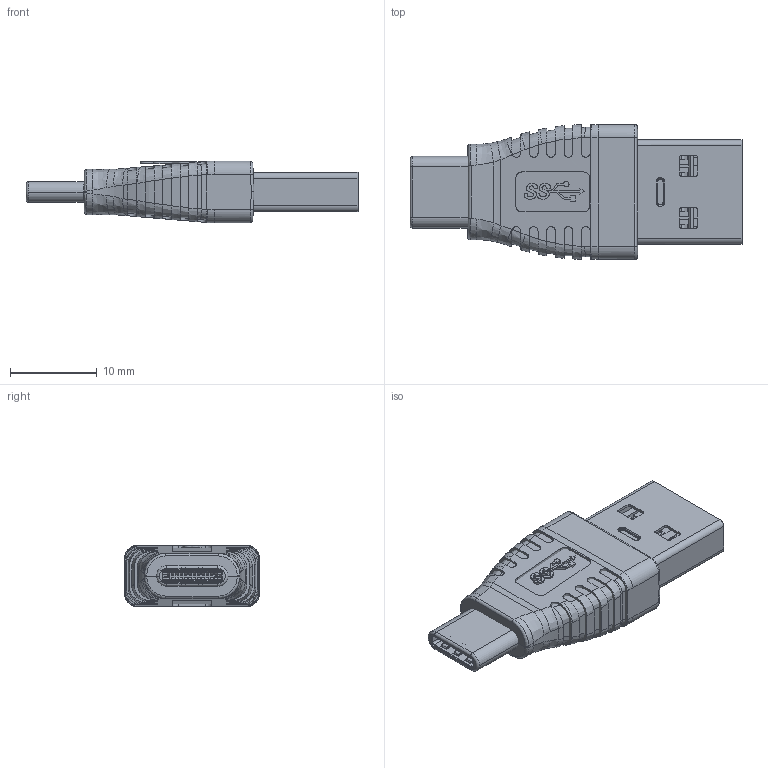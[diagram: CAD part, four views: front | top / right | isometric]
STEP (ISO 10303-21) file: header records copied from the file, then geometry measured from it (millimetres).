
FILE_DESCRIPTION (( 'STEP AP214' ), '1' );
FILE_NAME ('LU3AMCM_3D.step', '2024-10-10T21:23:19', ( '' ), ( '' ), 'SwSTEP 2.0', 'SolidWorks 2022', '' );
FILE_SCHEMA (( 'AUTOMOTIVE_DESIGN' ));
Length unit declared in the file: inch
Products named in the file (57): ____8_AF0_1_1_1^DUANZI-7P____10_3_ASM_2_ASM_1_A_ASM_ASM0014_ASM_2_ASM_2_ASM_1_ASM_TYPE_CM_9_8MM_ASM_3_ASM_1_ASM_TYPE_ASM_164-193-U3AMCM-USB 3.0 AM TO CF(2)_LU3AMCM; MANIFOLD_SOLID_BREP_15505_1^TER-5_8_5_ASM_1_ASM_D5_ASM_12_ASM_1_ASM_1_ASM_USB30-CP_ASM_6_ASM_7_ASM_1_ASM_USB30-CP_ASM_ASM_1_ASM_1_ASM_USB30-CP_ASM_1_ASM_USB30-CP_ASM_ASM_164-193-U3AMCM-USB 3.~; MANIFOLD_SOLID_BREP_25398_1^ASM0003_ASM_USB30-CP_ASM_6_ASM_7_ASM_1_ASM_USB30-CP_ASM_ASM_1_ASM_1_ASM_USB30-CP_ASM_1_ASM_USB30-CP_ASM_ASM_164-193-U3AMCM-USB 3.0 AM TO CF(2)_LU3AMCM; ____2_AF0_1_1_1^DUANZI-7P____10_3_ASM_2_ASM_1_A_ASM_ASM0014_ASM_2_ASM_2_ASM_1_ASM_TYPE_CM_9_8MM_ASM_3_ASM_1_ASM_TYPE_ASM_164-193-U3AMCM-USB 3.0 AM TO CF(2)_LU3AMCM; ____9_AF0_1_1_1^DUANZI-7P____10_3_ASM_2_ASM_1_A_ASM_ASM0014_ASM_2_ASM_2_ASM_1_ASM_TYPE_CM_9_8MM_ASM_3_ASM_1_ASM_TYPE_ASM_164-193-U3AMCM-USB 3.0 AM TO CF(2)_LU3AMCM; 18-208-2_3^ASM0014_ASM_3_ASM_164-193-U3AMCM-USB 3.0 AM TO CF(2)_LU3AMCM; MANIFOLD_SOLID_BREP_30471_1^D5_2_ASM_1_ASM_USB30-CP_ASM_6_ASM_7_ASM_1_ASM_USB30-CP_ASM_ASM_1_ASM_1_ASM_USB30-CP_ASM_1_ASM_USB30-CP_ASM_ASM_164-193-U3AMCM-USB 3.0 AM TO CF(2)_LU3AMCM; ____4_AF0_1_1_1^DUANZI-7P____10_3_ASM_2_ASM_1_A_ASM_ASM0014_ASM_2_ASM_2_ASM_1_ASM_TYPE_CM_9_8MM_ASM_3_ASM_1_ASM_TYPE_ASM_164-193-U3AMCM-USB 3.0 AM TO CF(2)_LU3AMCM; USB30-CP_ASM_ASM_1_ASM_1_ASM^USB30-CP_ASM_1_ASM_USB30-CP_ASM_ASM_164-193-U3AMCM-USB 3.0 AM TO CF(2)_LU3AMCM; ASM0014_ASM_3_ASM^164-193-U3AMCM-USB 3.0 AM TO CF(2)_LU3AMCM; MANIFOLD_SOLID_BREP_32405_1^D5_2_ASM_1_ASM_USB30-CP_ASM_6_ASM_7_ASM_1_ASM_USB30-CP_ASM_ASM_1_ASM_1_ASM_USB30-CP_ASM_1_ASM_USB30-CP_ASM_ASM_164-193-U3AMCM-USB 3.0 AM TO CF(2)_LU3AMCM; CHANG4_34_3_1^ASM0001_ASM(2)_USB30-CP_ASM_6_ASM_7_ASM_1_ASM_USB30-CP_ASM_ASM_1_ASM_1_ASM_USB30-CP_ASM_1_ASM_USB30-CP_ASM_ASM_164-193-U3AMCM-USB 3.0 AM TO CF(2)_LU3AMCM; ____5_AF0_1_1_1^DUANZI-7P____10_3_ASM_2_ASM_1_A_ASM_ASM0014_ASM_2_ASM_2_ASM_1_ASM_TYPE_CM_9_8MM_ASM_3_ASM_1_ASM_TYPE_ASM_164-193-U3AMCM-USB 3.0 AM TO CF(2)_LU3AMCM; USB30-CP_ASM_6_ASM_7_ASM_1_ASM^USB30-CP_ASM_ASM_1_ASM_1_ASM_USB30-CP_ASM_1_ASM_USB30-CP_ASM_ASM_164-193-U3AMCM-USB 3.0 AM TO CF(2)_LU3AMCM; MANIFOLD_SOLID_BREP_26365_1^ASM0003_ASM_USB30-CP_ASM_6_ASM_7_ASM_1_ASM_USB30-CP_ASM_ASM_1_ASM_1_ASM_USB30-CP_ASM_1_ASM_USB30-CP_ASM_ASM_164-193-U3AMCM-USB 3.0 AM TO CF(2)_LU3AMCM; PRT0001^USB30-CP_ASM_6_ASM_7_ASM_1_ASM_USB30-CP_ASM_ASM_1_ASM_1_ASM_USB30-CP_ASM_1_ASM_USB30-CP_ASM_ASM_164-193-U3AMCM-USB 3.0 AM TO CF(2)_LU3AMCM; ____3_AF0_1_1_1^DUANZI-7P____10_3_ASM_2_ASM_1_A_ASM_ASM0014_ASM_2_ASM_2_ASM_1_ASM_TYPE_CM_9_8MM_ASM_3_ASM_1_ASM_TYPE_ASM_164-193-U3AMCM-USB 3.0 AM TO CF(2)_LU3AMCM; MANIFOLD_SOLID_BREP_13751_1^TER-5_8_5_ASM_1_ASM_D5_ASM_12_ASM_1_ASM_1_ASM_USB30-CP_ASM_6_ASM_7_ASM_1_ASM_USB30-CP_ASM_ASM_1_ASM_1_ASM_USB30-CP_ASM_1_ASM_USB30-CP_ASM_ASM_164-193-U3AMCM-USB 3.~; ____1_AF0_1_1_1^DUANZI-7P____10_3_ASM_2_ASM_1_A_ASM_ASM0014_ASM_2_ASM_2_ASM_1_ASM_TYPE_CM_9_8MM_ASM_3_ASM_1_ASM_TYPE_ASM_164-193-U3AMCM-USB 3.0 AM TO CF(2)_LU3AMCM; PRODUCT_28969_1_1_1^ASM0014_ASM_2_ASM_2_ASM_1_ASM_TYPE_CM_9_8MM_ASM_3_ASM_1_ASM_TYPE_ASM_164-193-U3AMCM-USB 3.0 AM TO CF(2)_LU3AMCM; MANIFOLD_SOLID_BREP_14627_1^TER-5_8_5_ASM_1_ASM_D5_ASM_12_ASM_1_ASM_1_ASM_USB30-CP_ASM_6_ASM_7_ASM_1_ASM_USB30-CP_ASM_ASM_1_ASM_1_ASM_USB30-CP_ASM_1_ASM_USB30-CP_ASM_ASM_164-193-U3AMCM-USB 3.~; MANIFOLD_SOLID_BREP_6719_1^ASM0002_ASM_ASM0001_ASM(2)_USB30-CP_ASM_6_ASM_7_ASM_1_ASM_USB30-CP_ASM_ASM_1_ASM_1_ASM_USB30-CP_ASM_1_ASM_USB30-CP_ASM_ASM_164-193-U3AMCM-USB 3.0 AM TO CF(2)_LU3AMCM; PRODUCT_23343_1_1_1^ASM0014_ASM_2_ASM_2_ASM_1_ASM_TYPE_CM_9_8MM_ASM_3_ASM_1_ASM_TYPE_ASM_164-193-U3AMCM-USB 3.0 AM TO CF(2)_LU3AMCM; MANIFOLD_SOLID_BREP_27468_1^ASM0003_ASM_USB30-CP_ASM_6_ASM_7_ASM_1_ASM_USB30-CP_ASM_ASM_1_ASM_1_ASM_USB30-CP_ASM_1_ASM_USB30-CP_ASM_ASM_164-193-U3AMCM-USB 3.0 AM TO CF(2)_LU3AMCM; MANIFOLD_SOLID_BREP_28537_1^D5_2_ASM_1_ASM_USB30-CP_ASM_6_ASM_7_ASM_1_ASM_USB30-CP_ASM_ASM_1_ASM_1_ASM_USB30-CP_ASM_1_ASM_USB30-CP_ASM_ASM_164-193-U3AMCM-USB 3.0 AM TO CF(2)_LU3AMCM; USB30-CP_ASM_ASM^164-193-U3AMCM-USB 3.0 AM TO CF(2)_LU3AMCM; ____10_AF0_1_1_1^DUANZI-7P____10_3_ASM_2_ASM_1_A_ASM_ASM0014_ASM_2_ASM_2_ASM_1_ASM_TYPE_CM_9_8MM_ASM_3_ASM_1_ASM_TYPE_ASM_164-193-U3AMCM-USB 3.0 AM TO CF(2)_LU3AMCM; ASM0001_ASM(2)^USB30-CP_ASM_6_ASM_7_ASM_1_ASM_USB30-CP_ASM_ASM_1_ASM_1_ASM_USB30-CP_ASM_1_ASM_USB30-CP_ASM_ASM_164-193-U3AMCM-USB 3.0 AM TO CF(2)_LU3AMCM; ASM0003_ASM^USB30-CP_ASM_6_ASM_7_ASM_1_ASM_USB30-CP_ASM_ASM_1_ASM_1_ASM_USB30-CP_ASM_1_ASM_USB30-CP_ASM_ASM_164-193-U3AMCM-USB 3.0 AM TO CF(2)_LU3AMCM; TYPE_C_10_30_2_4_1^ASM0014_ASM_2_ASM_2_ASM_1_ASM_TYPE_CM_9_8MM_ASM_3_ASM_1_ASM_TYPE_ASM_164-193-U3AMCM-USB 3.0 AM TO CF(2)_LU3AMCM; LU3AMCM_3D; ____10_30_____2_8_1^ASM0014_ASM_2_ASM_2_ASM_1_ASM_TYPE_CM_9_8MM_ASM_3_ASM_1_ASM_TYPE_ASM_164-193-U3AMCM-USB 3.0 AM TO CF(2)_LU3AMCM; MANIFOLD_SOLID_BREP_24295_1^ASM0003_ASM_USB30-CP_ASM_6_ASM_7_ASM_1_ASM_USB30-CP_ASM_ASM_1_ASM_1_ASM_USB30-CP_ASM_1_ASM_USB30-CP_ASM_ASM_164-193-U3AMCM-USB 3.0 AM TO CF(2)_LU3AMCM; DUANZI-7P____10_3_ASM_2_ASM_1_A_ASM^ASM0014_ASM_2_ASM_2_ASM_1_ASM_TYPE_CM_9_8MM_ASM_3_ASM_1_ASM_TYPE_ASM_164-193-U3AMCM-USB 3.0 AM TO CF(2)_LU3AMCM; MANIFOLD_SOLID_BREP_8396_1^ASM0002_ASM_ASM0001_ASM(2)_USB30-CP_ASM_6_ASM_7_ASM_1_ASM_USB30-CP_ASM_ASM_1_ASM_1_ASM_USB30-CP_ASM_1_ASM_USB30-CP_ASM_ASM_164-193-U3AMCM-USB 3.0 AM TO CF(2)_LU3AMCM; 164-193-U3AMCM-USB 3.0 AM TO CF(2)^LU3AMCM; ____7_AF0_1_1_1^DUANZI-7P____10_3_ASM_2_ASM_1_A_ASM_ASM0014_ASM_2_ASM_2_ASM_1_ASM_TYPE_CM_9_8MM_ASM_3_ASM_1_ASM_TYPE_ASM_164-193-U3AMCM-USB 3.0 AM TO CF(2)_LU3AMCM; MANIFOLD_SOLID_BREP_12001_1^TER-5_8_5_ASM_1_ASM_D5_ASM_12_ASM_1_ASM_1_ASM_USB30-CP_ASM_6_ASM_7_ASM_1_ASM_USB30-CP_ASM_ASM_1_ASM_1_ASM_USB30-CP_ASM_1_ASM_USB30-CP_ASM_ASM_164-193-U3AMCM-USB 3.~; ASM0014_ASM_2_ASM_2_ASM_1_ASM^TYPE_CM_9_8MM_ASM_3_ASM_1_ASM_TYPE_ASM_164-193-U3AMCM-USB 3.0 AM TO CF(2)_LU3AMCM; TYPE_ASM^164-193-U3AMCM-USB 3.0 AM TO CF(2)_LU3AMCM ...
Assembly tree (59 placements, depth 9):
  LU3AMCM_3D
    164-193-U3AMCM-USB 3.0 AM TO CF(2)^LU3AMCM
      ASM0014_ASM_3_ASM^164-193-U3AMCM-USB 3.0 AM TO CF(2)_LU3AMCM
        _2_3^ASM0014_ASM_3_ASM_164-193-U3AMCM-USB 3.0 AM TO CF(2)_LU3AMCM
        18-208-2_3^ASM0014_ASM_3_ASM_164-193-U3AMCM-USB 3.0 AM TO CF(2)_LU3AMCM
      TYPE_ASM^164-193-U3AMCM-USB 3.0 AM TO CF(2)_LU3AMCM
        TYPE_CM_9_8MM_ASM_3_ASM_1_ASM^TYPE_ASM_164-193-U3AMCM-USB 3.0 AM TO CF(2)_LU3AMCM
          ASM0014_ASM_2_ASM_2_ASM_1_ASM^TYPE_CM_9_8MM_ASM_3_ASM_1_ASM_TYPE_ASM_164-193-U3AMCM-USB 3.0 AM TO CF(2)_LU3AMCM
            DUANZI-7P____10_3_ASM_2_ASM_1_A_ASM^ASM0014_ASM_2_ASM_2_ASM_1_ASM_TYPE_CM_9_8MM_ASM_3_ASM_1_ASM_TYPE_ASM_164-193-U3AMCM-USB 3.0 AM TO CF(2)_LU3AMCM  x2
              ____12_AF0_1_1_1^DUANZI-7P____10_3_ASM_2_ASM_1_A_ASM_ASM0014_ASM_2_ASM_2_ASM_1_ASM_TYPE_CM_9_8MM_ASM_3_ASM_1_ASM_TYPE_ASM_164-193-U3AMCM-USB 3.0 AM TO CF(2)_LU3AMCM
              ____6_AF0_1_1_1^DUANZI-7P____10_3_ASM_2_ASM_1_A_ASM_ASM0014_ASM_2_ASM_2_ASM_1_ASM_TYPE_CM_9_8MM_ASM_3_ASM_1_ASM_TYPE_ASM_164-193-U3AMCM-USB 3.0 AM TO CF(2)_LU3AMCM
              ____11_AF0_1_1_1^DUANZI-7P____10_3_ASM_2_ASM_1_A_ASM_ASM0014_ASM_2_ASM_2_ASM_1_ASM_TYPE_CM_9_8MM_ASM_3_ASM_1_ASM_TYPE_ASM_164-193-U3AMCM-USB 3.0 AM TO CF(2)_LU3AMCM
              ____3_AF0_1_1_1^DUANZI-7P____10_3_ASM_2_ASM_1_A_ASM_ASM0014_ASM_2_ASM_2_ASM_1_ASM_TYPE_CM_9_8MM_ASM_3_ASM_1_ASM_TYPE_ASM_164-193-U3AMCM-USB 3.0 AM TO CF(2)_LU3AMCM
              ____4_AF0_1_1_1^DUANZI-7P____10_3_ASM_2_ASM_1_A_ASM_ASM0014_ASM_2_ASM_2_ASM_1_ASM_TYPE_CM_9_8MM_ASM_3_ASM_1_ASM_TYPE_ASM_164-193-U3AMCM-USB 3.0 AM TO CF(2)_LU3AMCM
              ____9_AF0_1_1_1^DUANZI-7P____10_3_ASM_2_ASM_1_A_ASM_ASM0014_ASM_2_ASM_2_ASM_1_ASM_TYPE_CM_9_8MM_ASM_3_ASM_1_ASM_TYPE_ASM_164-193-U3AMCM-USB 3.0 AM TO CF(2)_LU3AMCM
              ____10_AF0_1_1_1^DUANZI-7P____10_3_ASM_2_ASM_1_A_ASM_ASM0014_ASM_2_ASM_2_ASM_1_ASM_TYPE_CM_9_8MM_ASM_3_ASM_1_ASM_TYPE_ASM_164-193-U3AMCM-USB 3.0 AM TO CF(2)_LU3AMCM
              ____7_AF0_1_1_1^DUANZI-7P____10_3_ASM_2_ASM_1_A_ASM_ASM0014_ASM_2_ASM_2_ASM_1_ASM_TYPE_CM_9_8MM_ASM_3_ASM_1_ASM_TYPE_ASM_164-193-U3AMCM-USB 3.0 AM TO CF(2)_LU3AMCM
              ____1_AF0_1_1_1^DUANZI-7P____10_3_ASM_2_ASM_1_A_ASM_ASM0014_ASM_2_ASM_2_ASM_1_ASM_TYPE_CM_9_8MM_ASM_3_ASM_1_ASM_TYPE_ASM_164-193-U3AMCM-USB 3.0 AM TO CF(2)_LU3AMCM
              ____5_AF0_1_1_1^DUANZI-7P____10_3_ASM_2_ASM_1_A_ASM_ASM0014_ASM_2_ASM_2_ASM_1_ASM_TYPE_CM_9_8MM_ASM_3_ASM_1_ASM_TYPE_ASM_164-193-U3AMCM-USB 3.0 AM TO CF(2)_LU3AMCM
              ____2_AF0_1_1_1^DUANZI-7P____10_3_ASM_2_ASM_1_A_ASM_ASM0014_ASM_2_ASM_2_ASM_1_ASM_TYPE_CM_9_8MM_ASM_3_ASM_1_ASM_TYPE_ASM_164-193-U3AMCM-USB 3.0 AM TO CF(2)_LU3AMCM
              ____8_AF0_1_1_1^DUANZI-7P____10_3_ASM_2_ASM_1_A_ASM_ASM0014_ASM_2_ASM_2_ASM_1_ASM_TYPE_CM_9_8MM_ASM_3_ASM_1_ASM_TYPE_ASM_164-193-U3AMCM-USB 3.0 AM TO CF(2)_LU3AMCM
            PRODUCT_23343_1_1_1^ASM0014_ASM_2_ASM_2_ASM_1_ASM_TYPE_CM_9_8MM_ASM_3_ASM_1_ASM_TYPE_ASM_164-193-U3AMCM-USB 3.0 AM TO CF(2)_LU3AMCM
            PRODUCT_28969_1_1_1^ASM0014_ASM_2_ASM_2_ASM_1_ASM_TYPE_CM_9_8MM_ASM_3_ASM_1_ASM_TYPE_ASM_164-193-U3AMCM-USB 3.0 AM TO CF(2)_LU3AMCM  x2
            ____10_30_____2_8_1^ASM0014_ASM_2_ASM_2_ASM_1_ASM_TYPE_CM_9_8MM_ASM_3_ASM_1_ASM_TYPE_ASM_164-193-U3AMCM-USB 3.0 AM TO CF(2)_LU3AMCM
            TYPE_C_10_30_2_4_1^ASM0014_ASM_2_ASM_2_ASM_1_ASM_TYPE_CM_9_8MM_ASM_3_ASM_1_ASM_TYPE_ASM_164-193-U3AMCM-USB 3.0 AM TO CF(2)_LU3AMCM  x2
            ____LATCH_1_2_2_1^ASM0014_ASM_2_ASM_2_ASM_1_ASM_TYPE_CM_9_8MM_ASM_3_ASM_1_ASM_TYPE_ASM_164-193-U3AMCM-USB 3.0 AM TO CF(2)_LU3AMCM
      USB30-CP_ASM_ASM^164-193-U3AMCM-USB 3.0 AM TO CF(2)_LU3AMCM
        USB30-CP_ASM_1_ASM^USB30-CP_ASM_ASM_164-193-U3AMCM-USB 3.0 AM TO CF(2)_LU3AMCM
          USB30-CP_ASM_ASM_1_ASM_1_ASM^USB30-CP_ASM_1_ASM_USB30-CP_ASM_ASM_164-193-U3AMCM-USB 3.0 AM TO CF(2)_LU3AMCM
            USB30-CP_ASM_6_ASM_7_ASM_1_ASM^USB30-CP_ASM_ASM_1_ASM_1_ASM_USB30-CP_ASM_1_ASM_USB30-CP_ASM_ASM_164-193-U3AMCM-USB 3.0 AM TO CF(2)_LU3AMCM
              ASM0001_ASM(2)^USB30-CP_ASM_6_ASM_7_ASM_1_ASM_USB30-CP_ASM_ASM_1_ASM_1_ASM_USB30-CP_ASM_1_ASM_USB30-CP_ASM_ASM_164-193-U3AMCM-USB 3.0 AM TO CF(2)_LU3AMCM
                ASM0002_ASM^ASM0001_ASM(2)_USB30-CP_ASM_6_ASM_7_ASM_1_ASM_USB30-CP_ASM_ASM_1_ASM_1_ASM_USB30-CP_ASM_1_ASM_USB30-CP_ASM_ASM_164-193-U3AMCM-USB 3.0 AM TO CF(2)_LU3AMCM
                  MANIFOLD_SOLID_BREP_6719_1^ASM0002_ASM_ASM0001_ASM(2)_USB30-CP_ASM_6_ASM_7_ASM_1_ASM_USB30-CP_ASM_ASM_1_ASM_1_ASM_USB30-CP_ASM_1_ASM_USB30-CP_ASM_ASM_164-193-U3AMCM-USB 3.0 AM TO CF(2)_LU3AMCM
                  MANIFOLD_SOLID_BREP_7278_1^ASM0002_ASM_ASM0001_ASM(2)_USB30-CP_ASM_6_ASM_7_ASM_1_ASM_USB30-CP_ASM_ASM_1_ASM_1_ASM_USB30-CP_ASM_1_ASM_USB30-CP_ASM_ASM_164-193-U3AMCM-USB 3.0 AM TO CF(2)_LU3AMCM
                  MANIFOLD_SOLID_BREP_7837_1^ASM0002_ASM_ASM0001_ASM(2)_USB30-CP_ASM_6_ASM_7_ASM_1_ASM_USB30-CP_ASM_ASM_1_ASM_1_ASM_USB30-CP_ASM_1_ASM_USB30-CP_ASM_ASM_164-193-U3AMCM-USB 3.0 AM TO CF(2)_LU3AMCM
                  MANIFOLD_SOLID_BREP_8396_1^ASM0002_ASM_ASM0001_ASM(2)_USB30-CP_ASM_6_ASM_7_ASM_1_ASM_USB30-CP_ASM_ASM_1_ASM_1_ASM_USB30-CP_ASM_1_ASM_USB30-CP_ASM_ASM_164-193-U3AMCM-USB 3.0 AM TO CF(2)_LU3AMCM
                CHANG4_34_3_1^ASM0001_ASM(2)_USB30-CP_ASM_6_ASM_7_ASM_1_ASM_USB30-CP_ASM_ASM_1_ASM_1_ASM_USB30-CP_ASM_1_ASM_USB30-CP_ASM_ASM_164-193-U3AMCM-USB 3.0 AM TO CF(2)_LU3AMCM
              D5_ASM_12_ASM_1_ASM_1_ASM^USB30-CP_ASM_6_ASM_7_ASM_1_ASM_USB30-CP_ASM_ASM_1_ASM_1_ASM_USB30-CP_ASM_1_ASM_USB30-CP_ASM_ASM_164-193-U3AMCM-USB 3.0 AM TO CF(2)_LU3AMCM
                TER-5_8_5_ASM_1_ASM^D5_ASM_12_ASM_1_ASM_1_ASM_USB30-CP_ASM_6_ASM_7_ASM_1_ASM_USB30-CP_ASM_ASM_1_ASM_1_ASM_USB30-CP_ASM_1_ASM_USB30-CP_ASM_ASM_164-193-U3AMCM-USB 3.0 AM TO CF(2)_LU3AMCM
                  MANIFOLD_SOLID_BREP_12001_1^TER-5_8_5_ASM_1_ASM_D5_ASM_12_ASM_1_ASM_1_ASM_USB30-CP_ASM_6_ASM_7_ASM_1_ASM_USB30-CP_ASM_ASM_1_ASM_1_ASM_USB30-CP_ASM_1_ASM_USB30-CP_ASM_ASM_164-193-U3AMCM-USB 3.~
                  MANIFOLD_SOLID_BREP_12875_1^TER-5_8_5_ASM_1_ASM_D5_ASM_12_ASM_1_ASM_1_ASM_USB30-CP_ASM_6_ASM_7_ASM_1_ASM_USB30-CP_ASM_ASM_1_ASM_1_ASM_USB30-CP_ASM_1_ASM_USB30-CP_ASM_ASM_164-193-U3AMCM-USB 3.~
                  MANIFOLD_SOLID_BREP_13751_1^TER-5_8_5_ASM_1_ASM_D5_ASM_12_ASM_1_ASM_1_ASM_USB30-CP_ASM_6_ASM_7_ASM_1_ASM_USB30-CP_ASM_ASM_1_ASM_1_ASM_USB30-CP_ASM_1_ASM_USB30-CP_ASM_ASM_164-193-U3AMCM-USB 3.~
                  MANIFOLD_SOLID_BREP_14627_1^TER-5_8_5_ASM_1_ASM_D5_ASM_12_ASM_1_ASM_1_ASM_USB30-CP_ASM_6_ASM_7_ASM_1_ASM_USB30-CP_ASM_ASM_1_ASM_1_ASM_USB30-CP_ASM_1_ASM_USB30-CP_ASM_ASM_164-193-U3AMCM-USB 3.~
                  MANIFOLD_SOLID_BREP_15505_1^TER-5_8_5_ASM_1_ASM_D5_ASM_12_ASM_1_ASM_1_ASM_USB30-CP_ASM_6_ASM_7_ASM_1_ASM_USB30-CP_ASM_ASM_1_ASM_1_ASM_USB30-CP_ASM_1_ASM_USB30-CP_ASM_ASM_164-193-U3AMCM-USB 3.~
                DUAI5_36_1_1^D5_ASM_12_ASM_1_ASM_1_ASM_USB30-CP_ASM_6_ASM_7_ASM_1_ASM_USB30-CP_ASM_ASM_1_ASM_1_ASM_USB30-CP_ASM_1_ASM_USB30-CP_ASM_ASM_164-193-U3AMCM-USB 3.0 AM TO CF(2)_LU3AMCM
              ASM0003_ASM^USB30-CP_ASM_6_ASM_7_ASM_1_ASM_USB30-CP_ASM_ASM_1_ASM_1_ASM_USB30-CP_ASM_1_ASM_USB30-CP_ASM_ASM_164-193-U3AMCM-USB 3.0 AM TO CF(2)_LU3AMCM
                MANIFOLD_SOLID_BREP_24295_1^ASM0003_ASM_USB30-CP_ASM_6_ASM_7_ASM_1_ASM_USB30-CP_ASM_ASM_1_ASM_1_ASM_USB30-CP_ASM_1_ASM_USB30-CP_ASM_ASM_164-193-U3AMCM-USB 3.0 AM TO CF(2)_LU3AMCM
                MANIFOLD_SOLID_BREP_25398_1^ASM0003_ASM_USB30-CP_ASM_6_ASM_7_ASM_1_ASM_USB30-CP_ASM_ASM_1_ASM_1_ASM_USB30-CP_ASM_1_ASM_USB30-CP_ASM_ASM_164-193-U3AMCM-USB 3.0 AM TO CF(2)_LU3AMCM
                MANIFOLD_SOLID_BREP_26365_1^ASM0003_ASM_USB30-CP_ASM_6_ASM_7_ASM_1_ASM_USB30-CP_ASM_ASM_1_ASM_1_ASM_USB30-CP_ASM_1_ASM_USB30-CP_ASM_ASM_164-193-U3AMCM-USB 3.0 AM TO CF(2)_LU3AMCM
                MANIFOLD_SOLID_BREP_27468_1^ASM0003_ASM_USB30-CP_ASM_6_ASM_7_ASM_1_ASM_USB30-CP_ASM_ASM_1_ASM_1_ASM_USB30-CP_ASM_1_ASM_USB30-CP_ASM_ASM_164-193-U3AMCM-USB 3.0 AM TO CF(2)_LU3AMCM
              D5_2_ASM_1_ASM^USB30-CP_ASM_6_ASM_7_ASM_1_ASM_USB30-CP_ASM_ASM_1_ASM_1_ASM_USB30-CP_ASM_1_ASM_USB30-CP_ASM_ASM_164-193-U3AMCM-USB 3.0 AM TO CF(2)_LU3AMCM
                MANIFOLD_SOLID_BREP_28537_1^D5_2_ASM_1_ASM_USB30-CP_ASM_6_ASM_7_ASM_1_ASM_USB30-CP_ASM_ASM_1_ASM_1_ASM_USB30-CP_ASM_1_ASM_USB30-CP_ASM_ASM_164-193-U3AMCM-USB 3.0 AM TO CF(2)_LU3AMCM
                MANIFOLD_SOLID_BREP_29504_1^D5_2_ASM_1_ASM_USB30-CP_ASM_6_ASM_7_ASM_1_ASM_USB30-CP_ASM_ASM_1_ASM_1_ASM_USB30-CP_ASM_1_ASM_USB30-CP_ASM_ASM_164-193-U3AMCM-USB 3.0 AM TO CF(2)_LU3AMCM
                MANIFOLD_SOLID_BREP_30471_1^D5_2_ASM_1_ASM_USB30-CP_ASM_6_ASM_7_ASM_1_ASM_USB30-CP_ASM_ASM_1_ASM_1_ASM_USB30-CP_ASM_1_ASM_USB30-CP_ASM_ASM_164-193-U3AMCM-USB 3.0 AM TO CF(2)_LU3AMCM
                MANIFOLD_SOLID_BREP_31438_1^D5_2_ASM_1_ASM_USB30-CP_ASM_6_ASM_7_ASM_1_ASM_USB30-CP_ASM_ASM_1_ASM_1_ASM_USB30-CP_ASM_1_ASM_USB30-CP_ASM_ASM_164-193-U3AMCM-USB 3.0 AM TO CF(2)_LU3AMCM
                MANIFOLD_SOLID_BREP_32405_1^D5_2_ASM_1_ASM_USB30-CP_ASM_6_ASM_7_ASM_1_ASM_USB30-CP_ASM_ASM_1_ASM_1_ASM_USB30-CP_ASM_1_ASM_USB30-CP_ASM_ASM_164-193-U3AMCM-USB 3.0 AM TO CF(2)_LU3AMCM
              PRT0001^USB30-CP_ASM_6_ASM_7_ASM_1_ASM_USB30-CP_ASM_ASM_1_ASM_1_ASM_USB30-CP_ASM_1_ASM_USB30-CP_ASM_ASM_164-193-U3AMCM-USB 3.0 AM TO CF(2)_LU3AMCM
Bounding box: 38.25 x 15.5 x 7.1 mm (x, y, z)
Volume: 2654.9 mm3; surface area: 5241.4 mm2
Topology: 57 solids, 61 shells, 3059 faces, 8611 edges, 5606 vertices
Faces by surface type: plane 2075, cylinder 802, bspline 143, torus 35, cone 4
Entity records: 88543 total; most frequent: CARTESIAN_POINT 22396, ORIENTED_EDGE 14000, DIRECTION 12374, EDGE_CURVE 7000, LINE 5252, VECTOR 5252, VERTEX_POINT 4542, AXIS2_PLACEMENT_3D 3561
